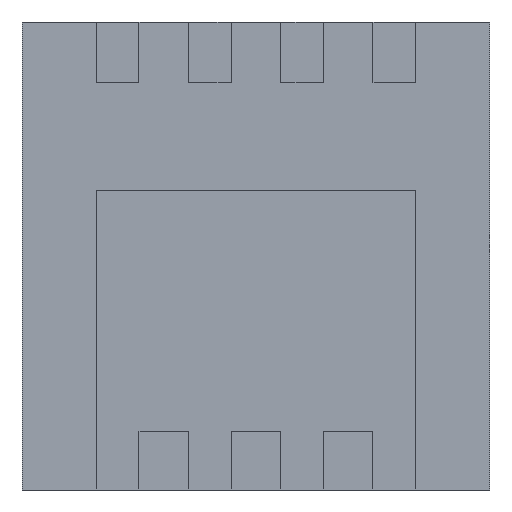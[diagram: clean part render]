
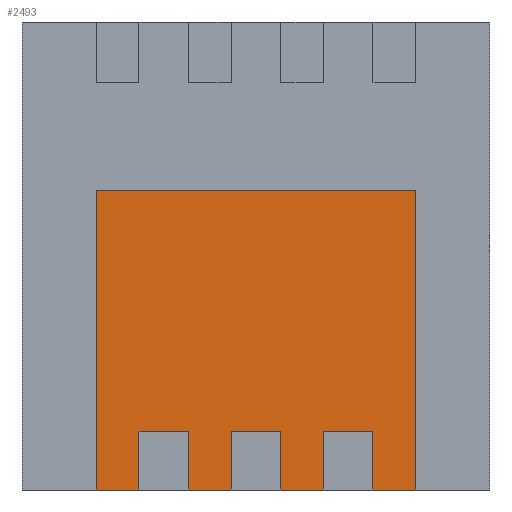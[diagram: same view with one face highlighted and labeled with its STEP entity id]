
A CAD part, front view. The second image highlights one B-rep face of the part: STEP entity #2493.
In plain terms, the highlighted planar face has unit normal (0, -1, 0).
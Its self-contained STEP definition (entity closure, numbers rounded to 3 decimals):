
#23 = CARTESIAN_POINT ( 'NONE',  ( 0.825, 0., -1.65 ) ) ;
#101 = LINE ( 'NONE', #1848, #1267 ) ;
#144 = VERTEX_POINT ( 'NONE', #1480 ) ;
#187 = CARTESIAN_POINT ( 'NONE',  ( -0.475, 0., -1.24 ) ) ;
#199 = DIRECTION ( 'NONE',  ( 1., 0., 0. ) ) ;
#211 = VERTEX_POINT ( 'NONE', #2374 ) ;
#236 = DIRECTION ( 'NONE',  ( 0., 0., 1. ) ) ;
#299 = VERTEX_POINT ( 'NONE', #3584 ) ;
#337 = DIRECTION ( 'NONE',  ( 1., 0., 0. ) ) ;
#338 = VERTEX_POINT ( 'NONE', #3158 ) ;
#354 = DIRECTION ( 'NONE',  ( 0., 0., 1. ) ) ;
#398 = DIRECTION ( 'NONE',  ( 0., 0., -1. ) ) ;
#421 = VECTOR ( 'NONE', #501, 1000. ) ;
#454 = CARTESIAN_POINT ( 'NONE',  ( -1.125, 0., -1.65 ) ) ;
#501 = DIRECTION ( 'NONE',  ( 0., 0., 1. ) ) ;
#510 = AXIS2_PLACEMENT_3D ( 'NONE', #858, #2260, #3136 ) ;
#529 = LINE ( 'NONE', #836, #2544 ) ;
#587 = VERTEX_POINT ( 'NONE', #2765 ) ;
#593 = DIRECTION ( 'NONE',  ( 0., 0., -1. ) ) ;
#620 = LINE ( 'NONE', #2323, #2366 ) ;
#681 = LINE ( 'NONE', #3192, #1251 ) ;
#684 = CARTESIAN_POINT ( 'NONE',  ( -0.825, 0., -1.24 ) ) ;
#697 = EDGE_CURVE ( 'NONE', #2724, #3328, #529, .T. ) ;
#704 = ORIENTED_EDGE ( 'NONE', *, *, #1930, .T. ) ;
#727 = VERTEX_POINT ( 'NONE', #2581 ) ;
#735 = CARTESIAN_POINT ( 'NONE',  ( -0.175, 0., -1.24 ) ) ;
#756 = EDGE_CURVE ( 'NONE', #1756, #587, #2159, .T. ) ;
#771 = EDGE_CURVE ( 'NONE', #3328, #1210, #1648, .T. ) ;
#836 = CARTESIAN_POINT ( 'NONE',  ( 1.125, 0., -1.65 ) ) ;
#858 = CARTESIAN_POINT ( 'NONE',  ( 0., 0., 0. ) ) ;
#914 = EDGE_CURVE ( 'NONE', #1512, #2358, #1447, .T. ) ;
#915 = VECTOR ( 'NONE', #2194, 1000. ) ;
#916 = ORIENTED_EDGE ( 'NONE', *, *, #2735, .T. ) ;
#920 = VECTOR ( 'NONE', #593, 1000. ) ;
#957 = ORIENTED_EDGE ( 'NONE', *, *, #771, .T. ) ;
#980 = EDGE_CURVE ( 'NONE', #211, #1283, #101, .T. ) ;
#986 = VECTOR ( 'NONE', #3365, 1000. ) ;
#1006 = ORIENTED_EDGE ( 'NONE', *, *, #697, .T. ) ;
#1021 = EDGE_CURVE ( 'NONE', #338, #299, #3241, .T. ) ;
#1029 = VECTOR ( 'NONE', #1340, 1000. ) ;
#1039 = CARTESIAN_POINT ( 'NONE',  ( 1.125, 0., 0.46 ) ) ;
#1051 = ORIENTED_EDGE ( 'NONE', *, *, #914, .T. ) ;
#1154 = VERTEX_POINT ( 'NONE', #3156 ) ;
#1157 = EDGE_CURVE ( 'NONE', #1210, #1756, #3213, .T. ) ;
#1173 = CARTESIAN_POINT ( 'NONE',  ( -1.125, 0., 0.46 ) ) ;
#1210 = VERTEX_POINT ( 'NONE', #1720 ) ;
#1251 = VECTOR ( 'NONE', #2965, 1000. ) ;
#1267 = VECTOR ( 'NONE', #337, 1000. ) ;
#1283 = VERTEX_POINT ( 'NONE', #2262 ) ;
#1340 = DIRECTION ( 'NONE',  ( 1., 0., 0. ) ) ;
#1380 = CARTESIAN_POINT ( 'NONE',  ( -0.475, 0., -1.65 ) ) ;
#1435 = PLANE ( 'NONE',  #510 ) ;
#1438 = ORIENTED_EDGE ( 'NONE', *, *, #756, .T. ) ;
#1447 = LINE ( 'NONE', #3378, #3545 ) ;
#1460 = EDGE_CURVE ( 'NONE', #1283, #1154, #3299, .T. ) ;
#1480 = CARTESIAN_POINT ( 'NONE',  ( -0.175, 0., -1.65 ) ) ;
#1505 = CARTESIAN_POINT ( 'NONE',  ( 1.125, 0., 0.46 ) ) ;
#1512 = VERTEX_POINT ( 'NONE', #684 ) ;
#1578 = ORIENTED_EDGE ( 'NONE', *, *, #1975, .T. ) ;
#1590 = ORIENTED_EDGE ( 'NONE', *, *, #2971, .T. ) ;
#1621 = LINE ( 'NONE', #187, #3460 ) ;
#1648 = LINE ( 'NONE', #1039, #986 ) ;
#1713 = DIRECTION ( 'NONE',  ( 1., 0., 0. ) ) ;
#1720 = CARTESIAN_POINT ( 'NONE',  ( -1.125, 0., 0.46 ) ) ;
#1756 = VERTEX_POINT ( 'NONE', #454 ) ;
#1822 = CARTESIAN_POINT ( 'NONE',  ( 0.825, 0., -1.24 ) ) ;
#1848 = CARTESIAN_POINT ( 'NONE',  ( 0.475, 0., -1.24 ) ) ;
#1927 = DIRECTION ( 'NONE',  ( 1., 0., 0. ) ) ;
#1930 = EDGE_CURVE ( 'NONE', #2358, #2373, #1621, .T. ) ;
#1969 = DIRECTION ( 'NONE',  ( 1., 0., 0. ) ) ;
#1975 = EDGE_CURVE ( 'NONE', #2373, #144, #681, .T. ) ;
#2075 = VECTOR ( 'NONE', #199, 1000. ) ;
#2139 = ORIENTED_EDGE ( 'NONE', *, *, #2406, .T. ) ;
#2148 = ORIENTED_EDGE ( 'NONE', *, *, #1460, .T. ) ;
#2159 = LINE ( 'NONE', #2219, #2352 ) ;
#2193 = VECTOR ( 'NONE', #1969, 1000. ) ;
#2194 = DIRECTION ( 'NONE',  ( 0., 0., 1. ) ) ;
#2219 = CARTESIAN_POINT ( 'NONE',  ( -1.125, 0., -1.65 ) ) ;
#2260 = DIRECTION ( 'NONE',  ( 0., -1., 0. ) ) ;
#2262 = CARTESIAN_POINT ( 'NONE',  ( 0.825, 0., -1.24 ) ) ;
#2316 = FACE_OUTER_BOUND ( 'NONE', #2790, .T. ) ;
#2323 = CARTESIAN_POINT ( 'NONE',  ( -0.175, 0., -1.65 ) ) ;
#2340 = VERTEX_POINT ( 'NONE', #735 ) ;
#2352 = VECTOR ( 'NONE', #1927, 1000. ) ;
#2358 = VERTEX_POINT ( 'NONE', #3016 ) ;
#2366 = VECTOR ( 'NONE', #354, 1000. ) ;
#2373 = VERTEX_POINT ( 'NONE', #1380 ) ;
#2374 = CARTESIAN_POINT ( 'NONE',  ( 0.475, 0., -1.24 ) ) ;
#2406 = EDGE_CURVE ( 'NONE', #144, #2340, #620, .T. ) ;
#2474 = CARTESIAN_POINT ( 'NONE',  ( 1.125, 0., -1.65 ) ) ;
#2493 = ADVANCED_FACE ( 'NONE', ( #2316 ), #1435, .T. ) ;
#2518 = LINE ( 'NONE', #3689, #915 ) ;
#2532 = EDGE_CURVE ( 'NONE', #1154, #2724, #2856, .T. ) ;
#2544 = VECTOR ( 'NONE', #236, 1000. ) ;
#2558 = LINE ( 'NONE', #3650, #421 ) ;
#2581 = CARTESIAN_POINT ( 'NONE',  ( 0.475, 0., -1.65 ) ) ;
#2678 = ORIENTED_EDGE ( 'NONE', *, *, #2946, .T. ) ;
#2724 = VERTEX_POINT ( 'NONE', #2474 ) ;
#2735 = EDGE_CURVE ( 'NONE', #299, #727, #2780, .T. ) ;
#2754 = ORIENTED_EDGE ( 'NONE', *, *, #2905, .T. ) ;
#2765 = CARTESIAN_POINT ( 'NONE',  ( -0.825, 0., -1.65 ) ) ;
#2780 = LINE ( 'NONE', #3313, #2075 ) ;
#2790 = EDGE_LOOP ( 'NONE', ( #2979, #1006, #957, #2935, #1438, #2678, #1051, #704, #1578, #2139, #2754, #3312, #916, #1590, #2996, #2148 ) ) ;
#2856 = LINE ( 'NONE', #23, #2193 ) ;
#2905 = EDGE_CURVE ( 'NONE', #2340, #338, #3292, .T. ) ;
#2935 = ORIENTED_EDGE ( 'NONE', *, *, #1157, .T. ) ;
#2946 = EDGE_CURVE ( 'NONE', #587, #1512, #2518, .T. ) ;
#2965 = DIRECTION ( 'NONE',  ( 1., 0., 0. ) ) ;
#2971 = EDGE_CURVE ( 'NONE', #727, #211, #2558, .T. ) ;
#2979 = ORIENTED_EDGE ( 'NONE', *, *, #2532, .T. ) ;
#2996 = ORIENTED_EDGE ( 'NONE', *, *, #980, .T. ) ;
#3016 = CARTESIAN_POINT ( 'NONE',  ( -0.475, 0., -1.24 ) ) ;
#3136 = DIRECTION ( 'NONE',  ( 0., 0., -1. ) ) ;
#3156 = CARTESIAN_POINT ( 'NONE',  ( 0.825, 0., -1.65 ) ) ;
#3158 = CARTESIAN_POINT ( 'NONE',  ( 0.175, 0., -1.24 ) ) ;
#3164 = VECTOR ( 'NONE', #3544, 1000. ) ;
#3192 = CARTESIAN_POINT ( 'NONE',  ( -0.475, 0., -1.65 ) ) ;
#3213 = LINE ( 'NONE', #1173, #920 ) ;
#3241 = LINE ( 'NONE', #3552, #3246 ) ;
#3246 = VECTOR ( 'NONE', #398, 1000. ) ;
#3292 = LINE ( 'NONE', #3630, #1029 ) ;
#3299 = LINE ( 'NONE', #1822, #3164 ) ;
#3312 = ORIENTED_EDGE ( 'NONE', *, *, #1021, .T. ) ;
#3313 = CARTESIAN_POINT ( 'NONE',  ( 0.175, 0., -1.65 ) ) ;
#3328 = VERTEX_POINT ( 'NONE', #1505 ) ;
#3365 = DIRECTION ( 'NONE',  ( -1., 0., 0. ) ) ;
#3378 = CARTESIAN_POINT ( 'NONE',  ( -0.825, 0., -1.24 ) ) ;
#3460 = VECTOR ( 'NONE', #3652, 1000. ) ;
#3544 = DIRECTION ( 'NONE',  ( 0., 0., -1. ) ) ;
#3545 = VECTOR ( 'NONE', #1713, 1000. ) ;
#3552 = CARTESIAN_POINT ( 'NONE',  ( 0.175, 0., -1.24 ) ) ;
#3584 = CARTESIAN_POINT ( 'NONE',  ( 0.175, 0., -1.65 ) ) ;
#3630 = CARTESIAN_POINT ( 'NONE',  ( -0.175, 0., -1.24 ) ) ;
#3650 = CARTESIAN_POINT ( 'NONE',  ( 0.475, 0., -1.65 ) ) ;
#3652 = DIRECTION ( 'NONE',  ( 0., 0., -1. ) ) ;
#3689 = CARTESIAN_POINT ( 'NONE',  ( -0.825, 0., -1.65 ) ) ;
